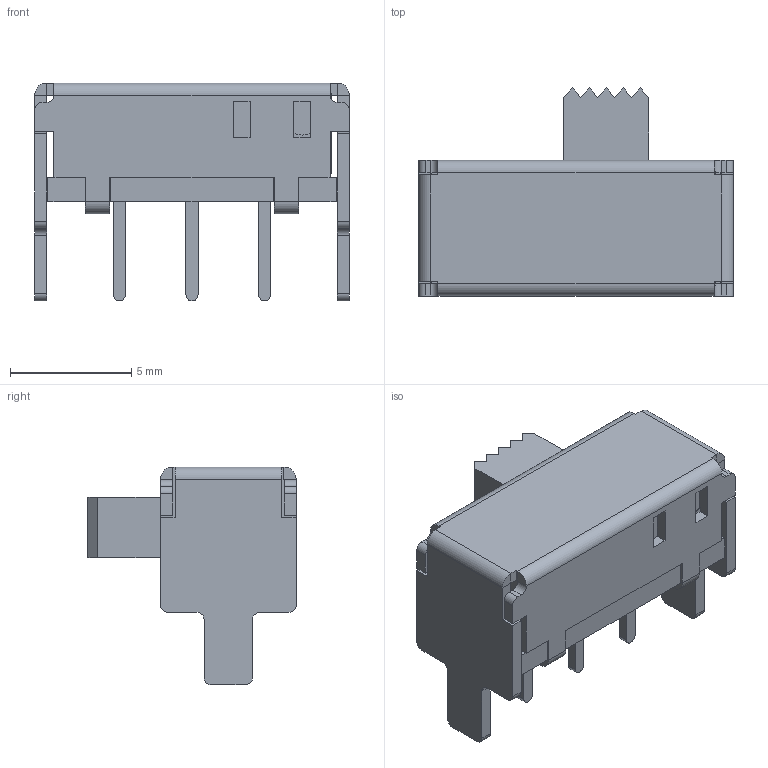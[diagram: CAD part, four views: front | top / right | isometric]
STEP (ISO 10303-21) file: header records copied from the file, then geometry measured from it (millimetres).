
FILE_DESCRIPTION(/* description */ (''),/* implementation_level */ '2;1');
FILE_NAME(/* name */ 'EG1206.stp',/* time_stamp */ '2021-02-01T09:50:13-06:00',/* author */ ('mwilliams'),/* organization */ (''),/* preprocessor_version */ 'ST-DEVELOPER v18',/* originating_system */ 'Autodesk Inventor 2020',/* authorisation */ '');
FILE_SCHEMA (('AUTOMOTIVE_DESIGN { 1 0 10303 214 3 1 1 }'));
Length unit declared in the file: millimetre
Products named in the file (1): EG1206
Bounding box: 13 x 8.6 x 9 mm (x, y, z)
Volume: 377.3 mm3; surface area: 591.1 mm2
Topology: 1 solids, 5 shells, 263 faces, 674 edges, 426 vertices
Faces by surface type: plane 221, cylinder 42
Entity records: 7998 total; most frequent: CARTESIAN_POINT 1364, ORIENTED_EDGE 1348, DIRECTION 1290, EDGE_CURVE 674, LINE 586, VECTOR 586, VERTEX_POINT 426, AXIS2_PLACEMENT_3D 352
